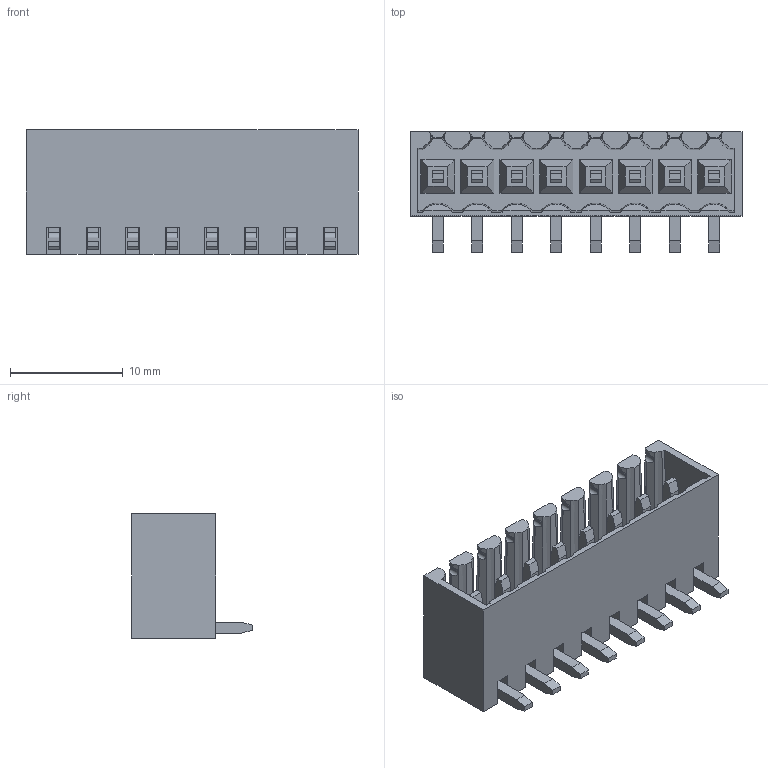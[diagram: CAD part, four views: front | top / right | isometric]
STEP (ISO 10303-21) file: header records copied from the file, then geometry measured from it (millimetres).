
FILE_DESCRIPTION(('STEP AP214'),'1');
FILE_NAME('58282.stp','2017-06-19T19:20:28',('TraceParts'),('TraceParts S.A.'),'Spatial InterOp 3D',' ',' ');
FILE_SCHEMA(('automotive_design'));
Length unit declared in the file: millimetre
Products named in the file (1): 58282
Bounding box: 29.4 x 10.65 x 11.05 mm (x, y, z)
Volume: 1126.9 mm3; surface area: 2541.9 mm2
Topology: 1 solids, 1 shells, 498 faces, 1440 edges, 960 vertices
Faces by surface type: plane 410, cylinder 64, cone 24
Entity records: 20472 total; most frequent: CARTESIAN_POINT 3187, ORIENTED_EDGE 2880, DIRECTION 2646, EDGE_CURVE 1440, LINE 1136, VECTOR 1136, VERTEX_POINT 960, AXIS2_PLACEMENT_3D 755
